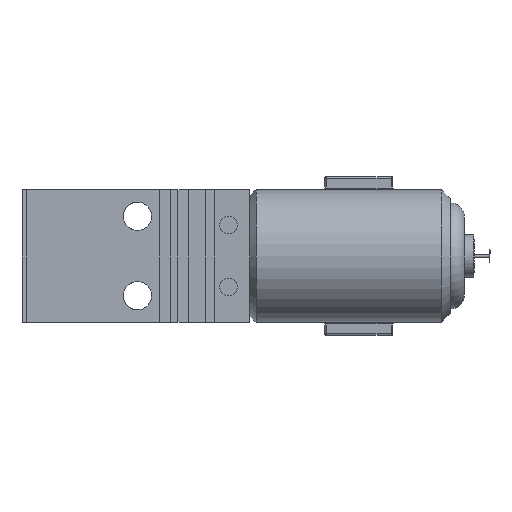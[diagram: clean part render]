
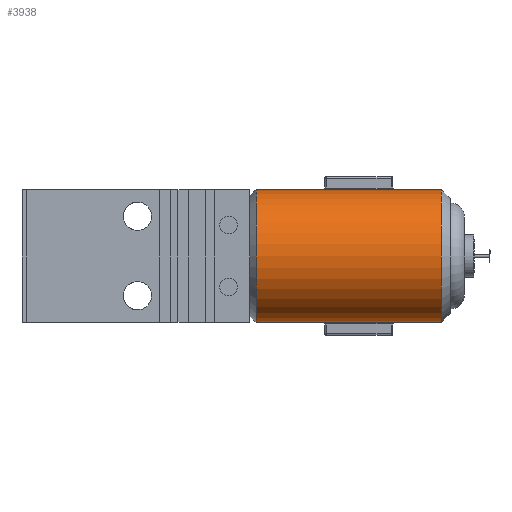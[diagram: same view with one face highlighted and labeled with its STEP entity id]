
A CAD part, left-side view. The second image highlights one B-rep face of the part: STEP entity #3938.
In plain terms, the highlighted cylindrical face has radius 7.5 mm (diameter 15 mm), a partial arc.
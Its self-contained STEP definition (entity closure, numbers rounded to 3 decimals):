
#338=FACE_OUTER_BOUND('',#585,.T.);
#585=EDGE_LOOP('',(#3106,#3107,#3108,#3109));
#750=LINE('',#5911,#1108);
#804=LINE('',#6133,#1162);
#1108=VECTOR('',#4676,10.);
#1162=VECTOR('',#4944,10.);
#1575=CIRCLE('',#4325,7.5);
#1581=CIRCLE('',#4338,7.5);
#1686=VERTEX_POINT('',#5907);
#1688=VERTEX_POINT('',#5910);
#1747=VERTEX_POINT('',#6127);
#1749=VERTEX_POINT('',#6131);
#2066=EDGE_CURVE('',#1686,#1688,#750,.T.);
#2176=EDGE_CURVE('',#1747,#1749,#804,.T.);
#2261=EDGE_CURVE('',#1747,#1686,#1575,.T.);
#2276=EDGE_CURVE('',#1688,#1749,#1581,.T.);
#3106=ORIENTED_EDGE('',*,*,#2261,.F.);
#3107=ORIENTED_EDGE('',*,*,#2176,.T.);
#3108=ORIENTED_EDGE('',*,*,#2276,.F.);
#3109=ORIENTED_EDGE('',*,*,#2066,.F.);
#3779=CYLINDRICAL_SURFACE('',#4337,7.5);
#3938=ADVANCED_FACE('',(#338),#3779,.T.);
#4325=AXIS2_PLACEMENT_3D('',#6311,#5164,#5165);
#4337=AXIS2_PLACEMENT_3D('',#6339,#5197,#5198);
#4338=AXIS2_PLACEMENT_3D('',#6340,#5199,#5200);
#4676=DIRECTION('',(0.,1.,0.));
#4944=DIRECTION('',(0.,1.,0.));
#5164=DIRECTION('center_axis',(0.,-1.,0.));
#5165=DIRECTION('ref_axis',(-1.,0.,0.));
#5197=DIRECTION('center_axis',(0.,1.,0.));
#5198=DIRECTION('ref_axis',(-1.,0.,0.));
#5199=DIRECTION('center_axis',(0.,1.,0.));
#5200=DIRECTION('ref_axis',(-1.,0.,0.));
#5907=CARTESIAN_POINT('',(20.45,-21.702,-0.025));
#5910=CARTESIAN_POINT('',(20.45,-0.702,-0.025));
#5911=CARTESIAN_POINT('',(20.45,-22.702,-0.025));
#6127=CARTESIAN_POINT('',(20.45,-21.702,14.975));
#6131=CARTESIAN_POINT('',(20.45,-0.702,14.975));
#6133=CARTESIAN_POINT('',(20.45,-22.702,14.975));
#6311=CARTESIAN_POINT('Origin',(20.45,-21.702,7.475));
#6339=CARTESIAN_POINT('Origin',(20.45,-22.702,7.475));
#6340=CARTESIAN_POINT('Origin',(20.45,-0.702,7.475));
